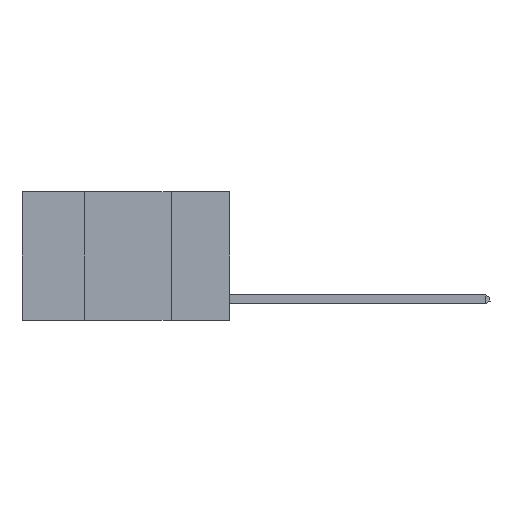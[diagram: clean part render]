
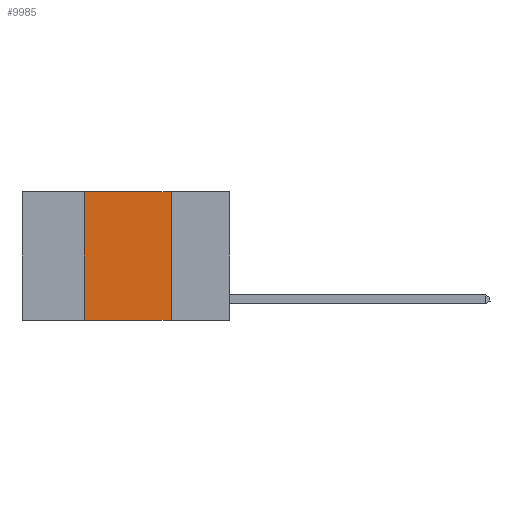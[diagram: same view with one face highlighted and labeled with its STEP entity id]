
A CAD part, left-side view. The second image highlights one B-rep face of the part: STEP entity #9985.
In plain terms, the highlighted planar face has unit normal (-1, 0, 0).
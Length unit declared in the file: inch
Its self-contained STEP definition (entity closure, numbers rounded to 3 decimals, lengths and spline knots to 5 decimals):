
#61 = LINE ( 'NONE', #10183, #10756 ) ;
#468 = AXIS2_PLACEMENT_3D ( 'NONE', #15390, #5369, #3159 ) ;
#860 = CARTESIAN_POINT ( 'NONE',  ( 0., 0.17, 0. ) ) ;
#867 = CARTESIAN_POINT ( 'NONE',  ( 0., 0.42, -0.37 ) ) ;
#1183 = EDGE_CURVE ( 'NONE', #7856, #6145, #14370, .T. ) ;
#2128 = DIRECTION ( 'NONE',  ( 0., 0., 1. ) ) ;
#3005 = FACE_OUTER_BOUND ( 'NONE', #5806, .T. ) ;
#3159 = DIRECTION ( 'NONE',  ( 0., 0., -1. ) ) ;
#4504 = EDGE_CURVE ( 'NONE', #10213, #11663, #9884, .T. ) ;
#4973 = CARTESIAN_POINT ( 'NONE',  ( 0., 0.42, 0. ) ) ;
#5038 = DIRECTION ( 'NONE',  ( 0., -1., 0. ) ) ;
#5050 = DIRECTION ( 'NONE',  ( 0., 0., -1. ) ) ;
#5369 = DIRECTION ( 'NONE',  ( 1., 0., 0. ) ) ;
#5510 = CARTESIAN_POINT ( 'NONE',  ( 0., 0.6, 0. ) ) ;
#5806 = EDGE_LOOP ( 'NONE', ( #6425, #6994, #10437, #8805 ) ) ;
#6145 = VERTEX_POINT ( 'NONE', #4973 ) ;
#6313 = EDGE_CURVE ( 'NONE', #6145, #10213, #7545, .T. ) ;
#6425 = ORIENTED_EDGE ( 'NONE', *, *, #4504, .F. ) ;
#6908 = VECTOR ( 'NONE', #5050, 39.37008 ) ;
#6994 = ORIENTED_EDGE ( 'NONE', *, *, #6313, .F. ) ;
#7361 = CARTESIAN_POINT ( 'NONE',  ( 0., 0.17, -0.37 ) ) ;
#7545 = LINE ( 'NONE', #5510, #15866 ) ;
#7856 = VERTEX_POINT ( 'NONE', #867 ) ;
#8156 = EDGE_CURVE ( 'NONE', #7856, #11663, #61, .T. ) ;
#8805 = ORIENTED_EDGE ( 'NONE', *, *, #8156, .T. ) ;
#9884 = LINE ( 'NONE', #12369, #6908 ) ;
#9985 = ADVANCED_FACE ( 'NONE', ( #3005 ), #11575, .F. ) ;
#10123 = DIRECTION ( 'NONE',  ( 0., -1., 0. ) ) ;
#10183 = CARTESIAN_POINT ( 'NONE',  ( 0., 0.6, -0.37 ) ) ;
#10213 = VERTEX_POINT ( 'NONE', #860 ) ;
#10437 = ORIENTED_EDGE ( 'NONE', *, *, #1183, .F. ) ;
#10756 = VECTOR ( 'NONE', #5038, 39.37008 ) ;
#10897 = VECTOR ( 'NONE', #2128, 39.37008 ) ;
#11575 = PLANE ( 'NONE',  #468 ) ;
#11663 = VERTEX_POINT ( 'NONE', #7361 ) ;
#12369 = CARTESIAN_POINT ( 'NONE',  ( 0., 0.17, 0. ) ) ;
#14056 = CARTESIAN_POINT ( 'NONE',  ( 0., 0.42, 0. ) ) ;
#14370 = LINE ( 'NONE', #14056, #10897 ) ;
#15390 = CARTESIAN_POINT ( 'NONE',  ( 0., 0.6, 0. ) ) ;
#15866 = VECTOR ( 'NONE', #10123, 39.37008 ) ;
